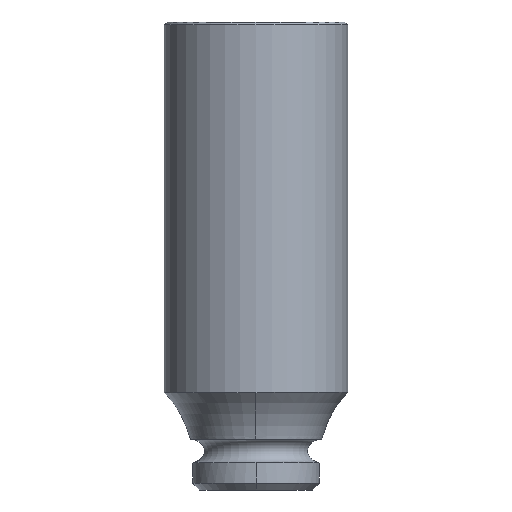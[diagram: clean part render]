
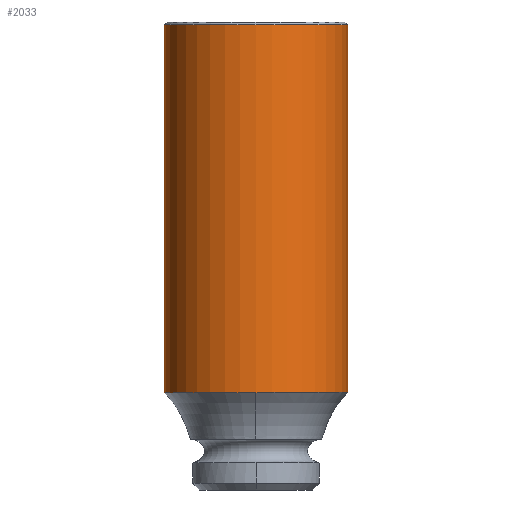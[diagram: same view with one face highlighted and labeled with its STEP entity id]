
A CAD part, left-side view. The second image highlights one B-rep face of the part: STEP entity #2033.
In plain terms, the highlighted cylindrical face has radius 9.4 mm (diameter 18.8 mm), a partial arc.
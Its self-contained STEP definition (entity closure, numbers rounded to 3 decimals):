
#863=CARTESIAN_POINT('',(0.,0.,47.7));
#864=DIRECTION('',(0.,0.,1.));
#865=DIRECTION('',(0.,1.,0.));
#866=AXIS2_PLACEMENT_3D('',#863,#864,#865);
#868=CARTESIAN_POINT('',(0.,0.,10.));
#869=DIRECTION('',(0.,0.,1.));
#870=DIRECTION('',(-1.,0.,0.));
#871=AXIS2_PLACEMENT_3D('',#868,#869,#870);
#873=CARTESIAN_POINT('',(0.,0.,10.));
#874=DIRECTION('',(0.,0.,1.));
#875=DIRECTION('',(0.,1.,0.));
#876=AXIS2_PLACEMENT_3D('',#873,#874,#875);
#911=DIRECTION('',(0.,0.,1.));
#912=VECTOR('',#911,37.7);
#913=CARTESIAN_POINT('',(0.,9.4,10.));
#914=LINE('',#913,#912);
#915=DIRECTION('',(0.,0.,1.));
#916=VECTOR('',#915,37.7);
#917=CARTESIAN_POINT('',(0.,-9.4,10.));
#918=LINE('',#917,#916);
#1062=CARTESIAN_POINT('',(0.,9.4,10.));
#1063=CARTESIAN_POINT('',(-9.4,0.,10.));
#1064=VERTEX_POINT('',#1062);
#1065=VERTEX_POINT('',#1063);
#1066=CARTESIAN_POINT('',(0.,-9.4,10.));
#1067=VERTEX_POINT('',#1066);
#1097=CARTESIAN_POINT('',(0.,-9.4,47.7));
#1098=CARTESIAN_POINT('',(0.,9.4,47.7));
#1099=VERTEX_POINT('',#1097);
#1100=VERTEX_POINT('',#1098);
#2018=CARTESIAN_POINT('',(0.,0.,8.1));
#2019=DIRECTION('',(0.,0.,1.));
#2020=DIRECTION('',(0.,1.,0.));
#2021=AXIS2_PLACEMENT_3D('',#2018,#2019,#2020);
#2022=CYLINDRICAL_SURFACE('',#2021,9.4);
#2024=ORIENTED_EDGE('',*,*,#2023,.T.);
#2026=ORIENTED_EDGE('',*,*,#2025,.F.);
#2027=ORIENTED_EDGE('',*,*,#2012,.F.);
#2028=ORIENTED_EDGE('',*,*,#1709,.F.);
#2030=ORIENTED_EDGE('',*,*,#2029,.T.);
#2031=EDGE_LOOP('',(#2024,#2026,#2027,#2028,#2030));
#2032=FACE_OUTER_BOUND('',#2031,.F.);
#2033=ADVANCED_FACE('',(#2032),#2022,.T.);
#867=CIRCLE('',#866,9.4);
#872=CIRCLE('',#871,9.4);
#877=CIRCLE('',#876,9.4);
#1709=EDGE_CURVE('',#1064,#1065,#877,.T.);
#2012=EDGE_CURVE('',#1065,#1067,#872,.T.);
#2023=EDGE_CURVE('',#1100,#1099,#867,.T.);
#2025=EDGE_CURVE('',#1067,#1099,#918,.T.);
#2029=EDGE_CURVE('',#1064,#1100,#914,.T.);
